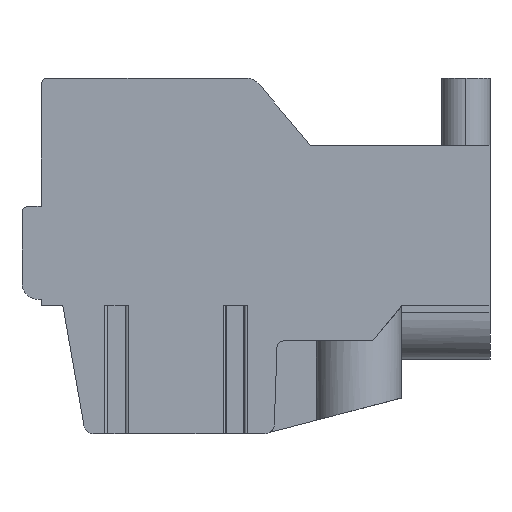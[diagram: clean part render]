
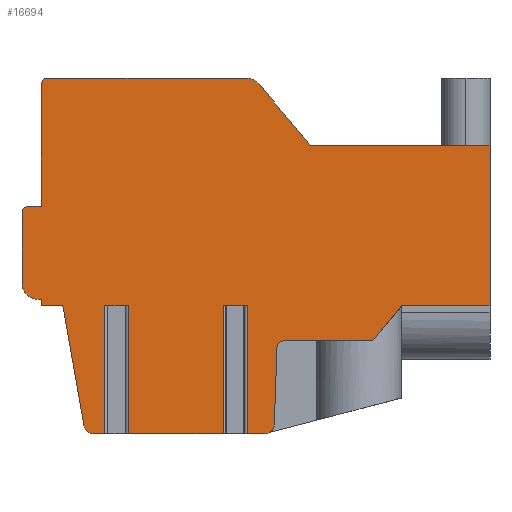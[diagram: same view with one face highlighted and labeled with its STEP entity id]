
A CAD part, front view. The second image highlights one B-rep face of the part: STEP entity #16694.
In plain terms, the highlighted planar face has unit normal (0, -1, 0).
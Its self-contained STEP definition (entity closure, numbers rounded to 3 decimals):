
#1=DIRECTION('',(1.,0.,0.));
#2=VECTOR('',#1,0.746);
#3=CARTESIAN_POINT('',(-12.023,0.,-7.186));
#4=LINE('',#3,#2);
#5=DIRECTION('',(0.,0.,-1.));
#6=VECTOR('',#5,4.);
#7=CARTESIAN_POINT('',(-12.023,0.,-7.186));
#8=LINE('',#7,#6);
#9=DIRECTION('',(-1.,0.,0.));
#10=VECTOR('',#9,0.348);
#11=CARTESIAN_POINT('',(-12.023,0.,-11.186));
#12=LINE('',#11,#10);
#13=CARTESIAN_POINT('',(-12.371,0.,-10.886));
#14=DIRECTION('',(0.,1.,0.));
#15=DIRECTION('',(0.,0.,-1.));
#16=AXIS2_PLACEMENT_3D('',#13,#14,#15);
#18=DIRECTION('',(-0.174,0.,0.985));
#19=VECTOR('',#18,3.81);
#20=CARTESIAN_POINT('',(-12.667,0.,-10.938));
#21=LINE('',#20,#19);
#22=DIRECTION('',(-1.,0.,0.));
#23=VECTOR('',#22,0.672);
#24=CARTESIAN_POINT('',(-13.328,0.,-7.186));
#25=LINE('',#24,#23);
#26=DIRECTION('',(0.,0.,1.));
#27=VECTOR('',#26,0.2);
#28=CARTESIAN_POINT('',(-14.,0.,-7.186));
#29=LINE('',#28,#27);
#30=DIRECTION('',(-1.,0.,0.));
#31=VECTOR('',#30,0.1);
#32=CARTESIAN_POINT('',(-14.,0.,-6.986));
#33=LINE('',#32,#31);
#34=CARTESIAN_POINT('',(-14.1,0.,-6.486));
#35=DIRECTION('',(0.,1.,0.));
#36=DIRECTION('',(0.,0.,-1.));
#37=AXIS2_PLACEMENT_3D('',#34,#35,#36);
#39=DIRECTION('',(0.,0.,1.));
#40=VECTOR('',#39,2.2);
#41=CARTESIAN_POINT('',(-14.6,0.,-6.486));
#42=LINE('',#41,#40);
#43=CARTESIAN_POINT('',(-14.4,0.,-4.286));
#44=DIRECTION('',(0.,1.,0.));
#45=DIRECTION('',(-1.,0.,0.));
#46=AXIS2_PLACEMENT_3D('',#43,#44,#45);
#48=DIRECTION('',(1.,0.,0.));
#49=VECTOR('',#48,0.4);
#50=CARTESIAN_POINT('',(-14.4,0.,-4.086));
#51=LINE('',#50,#49);
#52=DIRECTION('',(0.,0.,1.));
#53=VECTOR('',#52,3.8);
#54=CARTESIAN_POINT('',(-14.,0.,-4.086));
#55=LINE('',#54,#53);
#56=CARTESIAN_POINT('',(-13.8,0.,-0.286));
#57=DIRECTION('',(0.,1.,0.));
#58=DIRECTION('',(-1.,0.,0.));
#59=AXIS2_PLACEMENT_3D('',#56,#57,#58);
#61=DIRECTION('',(1.,0.,0.));
#62=VECTOR('',#61,6.205);
#63=CARTESIAN_POINT('',(-13.8,0.,-0.086));
#64=LINE('',#63,#62);
#65=CARTESIAN_POINT('',(-7.595,0.,-0.586));
#66=DIRECTION('',(0.,1.,0.));
#67=DIRECTION('',(0.,0.,1.));
#68=AXIS2_PLACEMENT_3D('',#65,#66,#67);
#70=DIRECTION('',(0.643,0.,-0.766));
#71=VECTOR('',#70,2.508);
#72=CARTESIAN_POINT('',(-7.212,0.,-0.264));
#73=LINE('',#72,#71);
#74=DIRECTION('',(1.,0.,0.));
#75=VECTOR('',#74,5.6);
#76=CARTESIAN_POINT('',(-5.6,0.,-2.186));
#77=LINE('',#76,#75);
#78=DIRECTION('',(0.,0.,-1.));
#79=VECTOR('',#78,5.);
#80=CARTESIAN_POINT('',(0.,0.,-2.186));
#81=LINE('',#80,#79);
#82=DIRECTION('',(-1.,0.,0.));
#83=VECTOR('',#82,2.75);
#84=CARTESIAN_POINT('',(0.,0.,-7.186));
#85=LINE('',#84,#83);
#86=DIRECTION('',(-0.635,0.,-0.773));
#87=VECTOR('',#86,1.423);
#88=CARTESIAN_POINT('',(-2.75,0.,-7.186));
#89=LINE('',#88,#87);
#90=DIRECTION('',(-1.,0.,0.));
#91=VECTOR('',#90,2.792);
#92=CARTESIAN_POINT('',(-3.653,0.,-8.286));
#93=LINE('',#92,#91);
#94=CARTESIAN_POINT('',(-6.445,0.,-8.486));
#95=DIRECTION('',(0.,-1.,0.));
#96=DIRECTION('',(0.,0.,1.));
#97=AXIS2_PLACEMENT_3D('',#94,#95,#96);
#99=DIRECTION('',(-0.035,0.,-0.999));
#100=VECTOR('',#99,2.419);
#101=CARTESIAN_POINT('',(-6.645,0.,-8.479));
#102=LINE('',#101,#100);
#103=CARTESIAN_POINT('',(-7.029,0.,-10.886));
#104=DIRECTION('',(0.,1.,0.));
#105=DIRECTION('',(0.999,0.,-0.035));
#106=AXIS2_PLACEMENT_3D('',#103,#104,#105);
#108=DIRECTION('',(-1.,0.,0.));
#109=VECTOR('',#108,0.547);
#110=CARTESIAN_POINT('',(-7.029,0.,-11.186));
#111=LINE('',#110,#109);
#112=DIRECTION('',(0.,0.,-1.));
#113=VECTOR('',#112,4.);
#114=CARTESIAN_POINT('',(-7.577,0.,-7.186));
#115=LINE('',#114,#113);
#116=DIRECTION('',(1.,0.,0.));
#117=VECTOR('',#116,0.746);
#118=CARTESIAN_POINT('',(-8.323,0.,-7.186));
#119=LINE('',#118,#117);
#120=DIRECTION('',(0.,0.,-1.));
#121=VECTOR('',#120,4.);
#122=CARTESIAN_POINT('',(-8.323,0.,-7.186));
#123=LINE('',#122,#121);
#124=DIRECTION('',(-1.,0.,0.));
#125=VECTOR('',#124,2.954);
#126=CARTESIAN_POINT('',(-8.323,0.,-11.186));
#127=LINE('',#126,#125);
#128=DIRECTION('',(0.,0.,-1.));
#129=VECTOR('',#128,4.);
#130=CARTESIAN_POINT('',(-11.277,0.,-7.186));
#131=LINE('',#130,#129);
#13068=CARTESIAN_POINT('',(-14.6,0.,-6.486));
#13069=CARTESIAN_POINT('',(-14.6,0.,-4.286));
#13070=VERTEX_POINT('',#13068);
#13071=VERTEX_POINT('',#13069);
#13072=CARTESIAN_POINT('',(-14.4,0.,-4.086));
#13073=VERTEX_POINT('',#13072);
#13074=CARTESIAN_POINT('',(-14.,0.,-4.086));
#13075=VERTEX_POINT('',#13074);
#13076=CARTESIAN_POINT('',(-14.,0.,-0.286));
#13077=VERTEX_POINT('',#13076);
#13078=CARTESIAN_POINT('',(-13.8,0.,-0.086));
#13079=VERTEX_POINT('',#13078);
#13080=CARTESIAN_POINT('',(-7.595,0.,-0.086));
#13081=VERTEX_POINT('',#13080);
#13082=CARTESIAN_POINT('',(-7.212,0.,-0.264));
#13083=VERTEX_POINT('',#13082);
#13084=CARTESIAN_POINT('',(-5.6,0.,-2.186));
#13085=VERTEX_POINT('',#13084);
#13086=CARTESIAN_POINT('',(0.,0.,-2.186));
#13087=VERTEX_POINT('',#13086);
#13088=CARTESIAN_POINT('',(0.,0.,-7.186));
#13089=VERTEX_POINT('',#13088);
#13090=CARTESIAN_POINT('',(-2.75,0.,-7.186));
#13091=VERTEX_POINT('',#13090);
#13092=CARTESIAN_POINT('',(-3.653,0.,-8.286));
#13093=VERTEX_POINT('',#13092);
#13094=CARTESIAN_POINT('',(-6.445,0.,-8.286));
#13095=VERTEX_POINT('',#13094);
#13096=CARTESIAN_POINT('',(-6.645,0.,-8.479));
#13097=VERTEX_POINT('',#13096);
#13098=CARTESIAN_POINT('',(-6.73,0.,-10.896));
#13099=VERTEX_POINT('',#13098);
#13100=CARTESIAN_POINT('',(-7.029,0.,-11.186));
#13101=VERTEX_POINT('',#13100);
#13102=CARTESIAN_POINT('',(-12.371,0.,-11.186));
#13103=CARTESIAN_POINT('',(-12.667,0.,-10.938));
#13104=VERTEX_POINT('',#13102);
#13105=VERTEX_POINT('',#13103);
#13106=CARTESIAN_POINT('',(-13.328,0.,-7.186));
#13107=VERTEX_POINT('',#13106);
#13108=CARTESIAN_POINT('',(-14.,0.,-7.186));
#13109=VERTEX_POINT('',#13108);
#13110=CARTESIAN_POINT('',(-14.,0.,-6.986));
#13111=VERTEX_POINT('',#13110);
#13112=CARTESIAN_POINT('',(-14.1,0.,-6.986));
#13113=VERTEX_POINT('',#13112);
#13559=CARTESIAN_POINT('',(-12.023,0.,-7.186));
#13560=CARTESIAN_POINT('',(-11.277,0.,-7.186));
#13561=VERTEX_POINT('',#13559);
#13562=VERTEX_POINT('',#13560);
#13563=CARTESIAN_POINT('',(-8.323,0.,-7.186));
#13564=CARTESIAN_POINT('',(-7.577,0.,-7.186));
#13565=VERTEX_POINT('',#13563);
#13566=VERTEX_POINT('',#13564);
#13567=CARTESIAN_POINT('',(-11.277,0.,-11.186));
#13568=VERTEX_POINT('',#13567);
#13569=CARTESIAN_POINT('',(-12.023,0.,-11.186));
#13570=VERTEX_POINT('',#13569);
#13571=CARTESIAN_POINT('',(-8.323,0.,-11.186));
#13572=VERTEX_POINT('',#13571);
#13573=CARTESIAN_POINT('',(-7.577,0.,-11.186));
#13574=VERTEX_POINT('',#13573);
#16625=CARTESIAN_POINT('',(0.,0.,0.));
#16626=DIRECTION('',(0.,1.,0.));
#16627=DIRECTION('',(1.,0.,0.));
#16628=AXIS2_PLACEMENT_3D('',#16625,#16626,#16627);
#16629=PLANE('',#16628);
#16631=ORIENTED_EDGE('',*,*,#16630,.F.);
#16633=ORIENTED_EDGE('',*,*,#16632,.T.);
#16635=ORIENTED_EDGE('',*,*,#16634,.T.);
#16637=ORIENTED_EDGE('',*,*,#16636,.T.);
#16639=ORIENTED_EDGE('',*,*,#16638,.T.);
#16641=ORIENTED_EDGE('',*,*,#16640,.T.);
#16643=ORIENTED_EDGE('',*,*,#16642,.T.);
#16645=ORIENTED_EDGE('',*,*,#16644,.T.);
#16647=ORIENTED_EDGE('',*,*,#16646,.T.);
#16649=ORIENTED_EDGE('',*,*,#16648,.T.);
#16651=ORIENTED_EDGE('',*,*,#16650,.T.);
#16653=ORIENTED_EDGE('',*,*,#16652,.T.);
#16655=ORIENTED_EDGE('',*,*,#16654,.T.);
#16657=ORIENTED_EDGE('',*,*,#16656,.T.);
#16659=ORIENTED_EDGE('',*,*,#16658,.T.);
#16661=ORIENTED_EDGE('',*,*,#16660,.T.);
#16663=ORIENTED_EDGE('',*,*,#16662,.T.);
#16665=ORIENTED_EDGE('',*,*,#16664,.T.);
#16667=ORIENTED_EDGE('',*,*,#16666,.T.);
#16669=ORIENTED_EDGE('',*,*,#16668,.T.);
#16671=ORIENTED_EDGE('',*,*,#16670,.T.);
#16673=ORIENTED_EDGE('',*,*,#16672,.T.);
#16675=ORIENTED_EDGE('',*,*,#16674,.T.);
#16677=ORIENTED_EDGE('',*,*,#16676,.T.);
#16679=ORIENTED_EDGE('',*,*,#16678,.T.);
#16681=ORIENTED_EDGE('',*,*,#16680,.T.);
#16683=ORIENTED_EDGE('',*,*,#16682,.F.);
#16685=ORIENTED_EDGE('',*,*,#16684,.F.);
#16687=ORIENTED_EDGE('',*,*,#16686,.T.);
#16689=ORIENTED_EDGE('',*,*,#16688,.T.);
#16691=ORIENTED_EDGE('',*,*,#16690,.F.);
#16692=EDGE_LOOP('',(#16631,#16633,#16635,#16637,#16639,#16641,#16643,#16645,
#16647,#16649,#16651,#16653,#16655,#16657,#16659,#16661,#16663,#16665,#16667,
#16669,#16671,#16673,#16675,#16677,#16679,#16681,#16683,#16685,#16687,#16689,
#16691));
#16693=FACE_OUTER_BOUND('',#16692,.F.);
#16694=ADVANCED_FACE('',(#16693),#16629,.F.);
#17=CIRCLE('',#16,0.3);
#38=CIRCLE('',#37,0.5);
#47=CIRCLE('',#46,0.2);
#60=CIRCLE('',#59,0.2);
#69=CIRCLE('',#68,0.5);
#98=CIRCLE('',#97,0.2);
#107=CIRCLE('',#106,0.3);
#16630=EDGE_CURVE('',#13561,#13562,#4,.T.);
#16632=EDGE_CURVE('',#13561,#13570,#8,.T.);
#16634=EDGE_CURVE('',#13570,#13104,#12,.T.);
#16636=EDGE_CURVE('',#13104,#13105,#17,.T.);
#16638=EDGE_CURVE('',#13105,#13107,#21,.T.);
#16640=EDGE_CURVE('',#13107,#13109,#25,.T.);
#16642=EDGE_CURVE('',#13109,#13111,#29,.T.);
#16644=EDGE_CURVE('',#13111,#13113,#33,.T.);
#16646=EDGE_CURVE('',#13113,#13070,#38,.T.);
#16648=EDGE_CURVE('',#13070,#13071,#42,.T.);
#16650=EDGE_CURVE('',#13071,#13073,#47,.T.);
#16652=EDGE_CURVE('',#13073,#13075,#51,.T.);
#16654=EDGE_CURVE('',#13075,#13077,#55,.T.);
#16656=EDGE_CURVE('',#13077,#13079,#60,.T.);
#16658=EDGE_CURVE('',#13079,#13081,#64,.T.);
#16660=EDGE_CURVE('',#13081,#13083,#69,.T.);
#16662=EDGE_CURVE('',#13083,#13085,#73,.T.);
#16664=EDGE_CURVE('',#13085,#13087,#77,.T.);
#16666=EDGE_CURVE('',#13087,#13089,#81,.T.);
#16668=EDGE_CURVE('',#13089,#13091,#85,.T.);
#16670=EDGE_CURVE('',#13091,#13093,#89,.T.);
#16672=EDGE_CURVE('',#13093,#13095,#93,.T.);
#16674=EDGE_CURVE('',#13095,#13097,#98,.T.);
#16676=EDGE_CURVE('',#13097,#13099,#102,.T.);
#16678=EDGE_CURVE('',#13099,#13101,#107,.T.);
#16680=EDGE_CURVE('',#13101,#13574,#111,.T.);
#16682=EDGE_CURVE('',#13566,#13574,#115,.T.);
#16684=EDGE_CURVE('',#13565,#13566,#119,.T.);
#16686=EDGE_CURVE('',#13565,#13572,#123,.T.);
#16688=EDGE_CURVE('',#13572,#13568,#127,.T.);
#16690=EDGE_CURVE('',#13562,#13568,#131,.T.);
